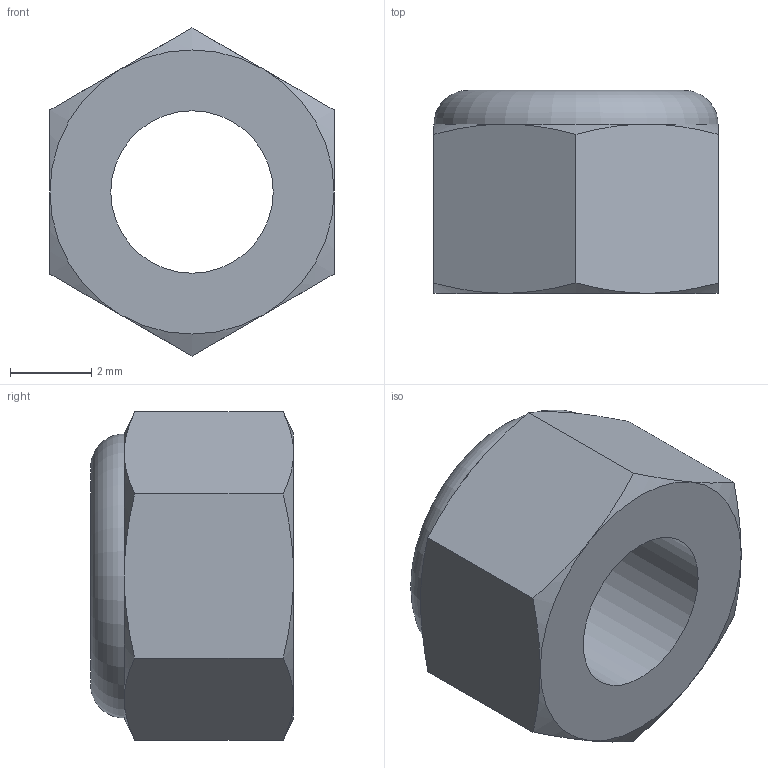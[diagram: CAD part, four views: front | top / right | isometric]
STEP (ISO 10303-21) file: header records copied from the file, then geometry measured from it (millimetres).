
FILE_DESCRIPTION(/* description */ (''),/* implementation_level */ '2;1');
FILE_NAME(/* name */ 'M4 Lock nut.step',/* time_stamp */ '2020-09-29T08:25:02+02:00',/* author */ (''),/* organization */ (''),/* preprocessor_version */ 'ST-DEVELOPER v18.1',/* originating_system */ 'Autodesk Translation Framework v9.3.0.1241',/* authorisation */ '');
FILE_SCHEMA (('AUTOMOTIVE_DESIGN { 1 0 10303 214 3 1 1 }'));
Length unit declared in the file: millimetre
Products named in the file (1): 90576A103
Bounding box: 7 x 5 x 8.08 mm (x, y, z)
Volume: 138.2 mm3; surface area: 324.7 mm2
Topology: 2 solids, 2 shells, 30 faces, 60 edges, 36 vertices
Faces by surface type: plane 12, cone 12, cylinder 3, torus 3
Full cylindrical faces by diameter (mm): 4 x2, 4.346 x1
Entity records: 791 total; most frequent: CARTESIAN_POINT 175, DIRECTION 125, ORIENTED_EDGE 120, EDGE_CURVE 60, AXIS2_PLACEMENT_3D 58, EDGE_LOOP 36, VERTEX_POINT 36, FACE_OUTER_BOUND 30
